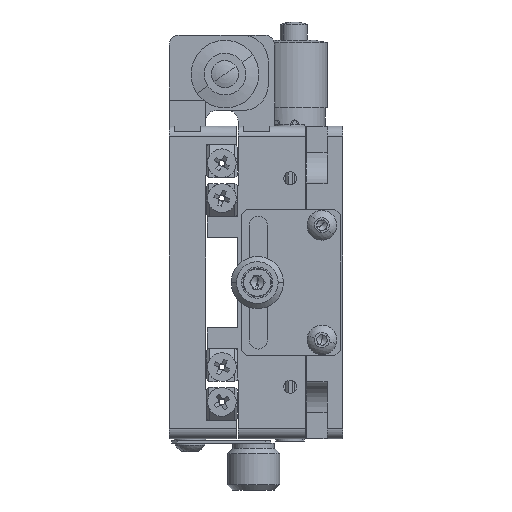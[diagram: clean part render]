
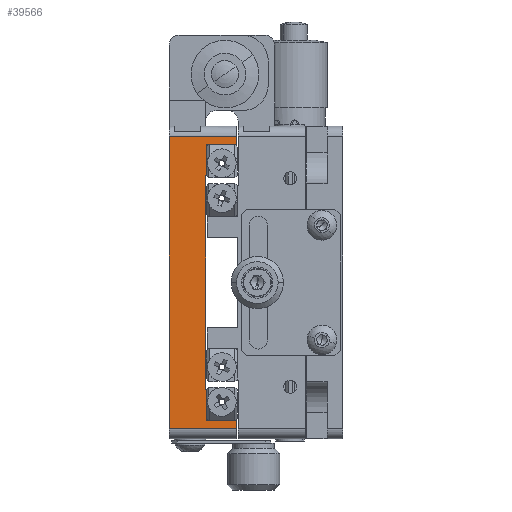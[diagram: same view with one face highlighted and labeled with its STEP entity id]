
A CAD part, left-side view. The second image highlights one B-rep face of the part: STEP entity #39566.
In plain terms, the highlighted planar face has unit normal (-1, 0, 0).
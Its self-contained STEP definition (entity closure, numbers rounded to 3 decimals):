
#1055 = DIRECTION ( 'NONE',  ( 0., 0., 1. ) ) ;
#2900 = CARTESIAN_POINT ( 'NONE',  ( -30., 20.4, 28. ) ) ;
#2951 = CARTESIAN_POINT ( 'NONE',  ( -30., 26.2, -26.5 ) ) ;
#3129 = EDGE_CURVE ( 'NONE', #63162, #62077, #24334, .T. ) ;
#3344 = EDGE_CURVE ( 'NONE', #63162, #4874, #56682, .T. ) ;
#4874 = VERTEX_POINT ( 'NONE', #43746 ) ;
#5631 = PLANE ( 'NONE',  #70962 ) ;
#5862 = DIRECTION ( 'NONE',  ( -1., 0., 0. ) ) ;
#7147 = DIRECTION ( 'NONE',  ( 0., 1., 0. ) ) ;
#8400 = LINE ( 'NONE', #28913, #23277 ) ;
#8514 = DIRECTION ( 'NONE',  ( 0., 1., 0. ) ) ;
#8529 = CARTESIAN_POINT ( 'NONE',  ( -30., 26.2, 26.5 ) ) ;
#9410 = CARTESIAN_POINT ( 'NONE',  ( -30., 33.3, -28. ) ) ;
#10955 = CARTESIAN_POINT ( 'NONE',  ( -30., 26.2, -20.5 ) ) ;
#11115 = CARTESIAN_POINT ( 'NONE',  ( -30., 26.3, 20.5 ) ) ;
#12825 = VECTOR ( 'NONE', #8514, 1000. ) ;
#14488 = VERTEX_POINT ( 'NONE', #60054 ) ;
#14697 = EDGE_CURVE ( 'NONE', #54778, #25063, #65867, .T. ) ;
#14920 = VERTEX_POINT ( 'NONE', #21794 ) ;
#14984 = VERTEX_POINT ( 'NONE', #61141 ) ;
#16342 = FACE_OUTER_BOUND ( 'NONE', #29739, .T. ) ;
#16677 = ORIENTED_EDGE ( 'NONE', *, *, #48272, .F. ) ;
#17310 = ORIENTED_EDGE ( 'NONE', *, *, #52143, .F. ) ;
#18388 = EDGE_CURVE ( 'NONE', #4874, #37255, #72329, .T. ) ;
#19699 = ORIENTED_EDGE ( 'NONE', *, *, #3344, .T. ) ;
#20472 = CARTESIAN_POINT ( 'NONE',  ( -30., 33.3, 28. ) ) ;
#20903 = VERTEX_POINT ( 'NONE', #9410 ) ;
#21178 = LINE ( 'NONE', #71177, #36092 ) ;
#21248 = VECTOR ( 'NONE', #28698, 1000. ) ;
#21794 = CARTESIAN_POINT ( 'NONE',  ( -30., 20.4, -28. ) ) ;
#23277 = VECTOR ( 'NONE', #62432, 1000. ) ;
#24334 = LINE ( 'NONE', #25577, #52331 ) ;
#24899 = LINE ( 'NONE', #51463, #67778 ) ;
#25063 = VERTEX_POINT ( 'NONE', #58904 ) ;
#25577 = CARTESIAN_POINT ( 'NONE',  ( -30., 26.2, 26.5 ) ) ;
#25591 = CARTESIAN_POINT ( 'NONE',  ( -30., 20.4, 26.5 ) ) ;
#26258 = CARTESIAN_POINT ( 'NONE',  ( -30., 26.2, 26.5 ) ) ;
#26579 = VECTOR ( 'NONE', #1055, 1000. ) ;
#28698 = DIRECTION ( 'NONE',  ( 0., 0., -1. ) ) ;
#28913 = CARTESIAN_POINT ( 'NONE',  ( -30., 26.2, -26.5 ) ) ;
#29739 = EDGE_LOOP ( 'NONE', ( #38912, #19699, #57846, #38060, #16677, #50840, #51734, #17310, #51735, #46310, #62586, #63392 ) ) ;
#30463 = VECTOR ( 'NONE', #42044, 1000. ) ;
#30845 = DIRECTION ( 'NONE',  ( 0., -1., 0. ) ) ;
#31493 = CARTESIAN_POINT ( 'NONE',  ( -30., 33.3, 28. ) ) ;
#35579 = CARTESIAN_POINT ( 'NONE',  ( -30., 26.2, 20.5 ) ) ;
#35767 = EDGE_CURVE ( 'NONE', #14920, #14984, #56321, .T. ) ;
#35953 = VERTEX_POINT ( 'NONE', #35579 ) ;
#36092 = VECTOR ( 'NONE', #43296, 1000. ) ;
#37255 = VERTEX_POINT ( 'NONE', #20472 ) ;
#37364 = DIRECTION ( 'NONE',  ( 0., 1., 0. ) ) ;
#38060 = ORIENTED_EDGE ( 'NONE', *, *, #61454, .F. ) ;
#38912 = ORIENTED_EDGE ( 'NONE', *, *, #3129, .F. ) ;
#39046 = LINE ( 'NONE', #40648, #68775 ) ;
#39260 = DIRECTION ( 'NONE',  ( 0., 0., 1. ) ) ;
#39368 = CARTESIAN_POINT ( 'NONE',  ( -30., 20.4, 28. ) ) ;
#39566 = ADVANCED_FACE ( 'NONE', ( #16342 ), #5631, .T. ) ;
#40648 = CARTESIAN_POINT ( 'NONE',  ( -30., 20.4, -28. ) ) ;
#42044 = DIRECTION ( 'NONE',  ( 0., 0., -1. ) ) ;
#42760 = VECTOR ( 'NONE', #70585, 1000. ) ;
#43296 = DIRECTION ( 'NONE',  ( 0., -1., 0. ) ) ;
#43746 = CARTESIAN_POINT ( 'NONE',  ( -30., 20.4, 28. ) ) ;
#44509 = LINE ( 'NONE', #31493, #42760 ) ;
#44980 = DIRECTION ( 'NONE',  ( 0., 0., 1. ) ) ;
#45337 = CARTESIAN_POINT ( 'NONE',  ( -30., 26.3, 20.5 ) ) ;
#46310 = ORIENTED_EDGE ( 'NONE', *, *, #14697, .F. ) ;
#48272 = EDGE_CURVE ( 'NONE', #14920, #20903, #39046, .T. ) ;
#50473 = CARTESIAN_POINT ( 'NONE',  ( -30., 20.4, 28. ) ) ;
#50840 = ORIENTED_EDGE ( 'NONE', *, *, #35767, .T. ) ;
#50914 = EDGE_CURVE ( 'NONE', #14488, #14984, #57562, .T. ) ;
#51463 = CARTESIAN_POINT ( 'NONE',  ( -30., 26.3, 20.5 ) ) ;
#51734 = ORIENTED_EDGE ( 'NONE', *, *, #50914, .F. ) ;
#51735 = ORIENTED_EDGE ( 'NONE', *, *, #63981, .F. ) ;
#52143 = EDGE_CURVE ( 'NONE', #71864, #14488, #8400, .T. ) ;
#52331 = VECTOR ( 'NONE', #37364, 1000. ) ;
#52787 = EDGE_CURVE ( 'NONE', #35953, #54778, #24899, .T. ) ;
#54778 = VERTEX_POINT ( 'NONE', #11115 ) ;
#56321 = LINE ( 'NONE', #61960, #26579 ) ;
#56682 = LINE ( 'NONE', #50473, #71544 ) ;
#57086 = DIRECTION ( 'NONE',  ( 0., 1., 0. ) ) ;
#57562 = LINE ( 'NONE', #2951, #63688 ) ;
#57846 = ORIENTED_EDGE ( 'NONE', *, *, #18388, .T. ) ;
#58147 = EDGE_CURVE ( 'NONE', #62077, #35953, #60211, .T. ) ;
#58904 = CARTESIAN_POINT ( 'NONE',  ( -30., 26.3, -20.5 ) ) ;
#60054 = CARTESIAN_POINT ( 'NONE',  ( -30., 26.2, -26.5 ) ) ;
#60211 = LINE ( 'NONE', #8529, #30463 ) ;
#61141 = CARTESIAN_POINT ( 'NONE',  ( -30., 20.4, -26.5 ) ) ;
#61454 = EDGE_CURVE ( 'NONE', #20903, #37255, #44509, .T. ) ;
#61960 = CARTESIAN_POINT ( 'NONE',  ( -30., 20.4, 28. ) ) ;
#62077 = VERTEX_POINT ( 'NONE', #26258 ) ;
#62432 = DIRECTION ( 'NONE',  ( 0., 0., -1. ) ) ;
#62586 = ORIENTED_EDGE ( 'NONE', *, *, #52787, .F. ) ;
#63162 = VERTEX_POINT ( 'NONE', #25591 ) ;
#63392 = ORIENTED_EDGE ( 'NONE', *, *, #58147, .F. ) ;
#63688 = VECTOR ( 'NONE', #30845, 1000. ) ;
#63981 = EDGE_CURVE ( 'NONE', #25063, #71864, #21178, .T. ) ;
#65867 = LINE ( 'NONE', #45337, #21248 ) ;
#67778 = VECTOR ( 'NONE', #57086, 1000. ) ;
#68775 = VECTOR ( 'NONE', #7147, 1000. ) ;
#70585 = DIRECTION ( 'NONE',  ( 0., 0., 1. ) ) ;
#70962 = AXIS2_PLACEMENT_3D ( 'NONE', #39368, #5862, #44980 ) ;
#71177 = CARTESIAN_POINT ( 'NONE',  ( -30., 26.3, -20.5 ) ) ;
#71544 = VECTOR ( 'NONE', #39260, 1000. ) ;
#71864 = VERTEX_POINT ( 'NONE', #10955 ) ;
#72329 = LINE ( 'NONE', #2900, #12825 ) ;
